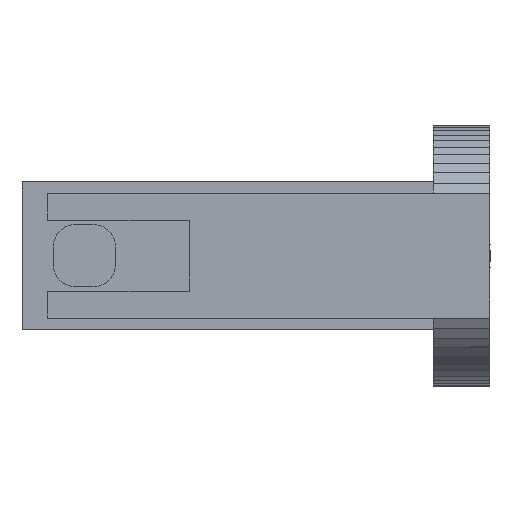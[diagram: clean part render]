
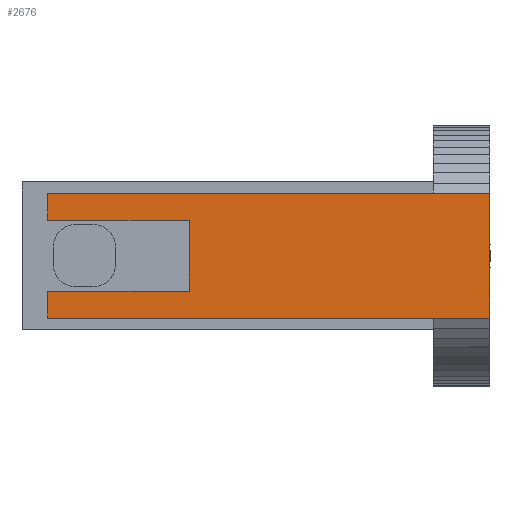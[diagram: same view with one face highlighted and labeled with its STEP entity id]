
A CAD part, front view. The second image highlights one B-rep face of the part: STEP entity #2676.
In plain terms, the highlighted planar face has unit normal (0, -1, 0).
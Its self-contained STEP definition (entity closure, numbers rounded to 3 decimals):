
#2676=ADVANCED_FACE('',(#5191),#5193,.T.);
#5191=FACE_BOUND('',#5192,.T.);
#5192=EDGE_LOOP('',(#7156,#7157,#7158,#7159,#7160,#7161,#7162,#7163));
#5193=PLANE('',#5194);
#5194=AXIS2_PLACEMENT_3D('',#5195,#5196,#5197);
#5195=CARTESIAN_POINT('',(-33.,-101.,34.));
#5196=DIRECTION('',(0.,-1.,0.));
#5197=DIRECTION('',(0.982,0.,-0.187));
#7156=ORIENTED_EDGE('',*,*,#7963,.T.);
#7157=ORIENTED_EDGE('',*,*,#8009,.F.);
#7158=ORIENTED_EDGE('',*,*,#8006,.T.);
#7159=ORIENTED_EDGE('',*,*,#8000,.T.);
#7160=ORIENTED_EDGE('',*,*,#8208,.T.);
#7161=ORIENTED_EDGE('',*,*,#7994,.T.);
#7162=ORIENTED_EDGE('',*,*,#7986,.T.);
#7163=ORIENTED_EDGE('',*,*,#7978,.F.);
#7963=EDGE_CURVE('',#9325,#9323,#9326,.T.);
#7978=EDGE_CURVE('',#9325,#9352,#9353,.T.);
#7986=EDGE_CURVE('',#9362,#9352,#9363,.T.);
#7994=EDGE_CURVE('',#9377,#9362,#9378,.T.);
#8000=EDGE_CURVE('',#9388,#9386,#9389,.T.);
#8006=EDGE_CURVE('',#9398,#9388,#9399,.T.);
#8009=EDGE_CURVE('',#9398,#9323,#9403,.T.);
#8208=EDGE_CURVE('',#9386,#9377,#9708,.T.);
#9323=VERTEX_POINT('',#12079);
#9325=VERTEX_POINT('',#12083);
#9326=LINE('',#12084,#12085);
#9352=VERTEX_POINT('',#12140);
#9353=LINE('',#12141,#12142);
#9362=VERTEX_POINT('',#12166);
#9363=LINE('',#12167,#12168);
#9377=VERTEX_POINT('',#12197);
#9378=LINE('',#12198,#12199);
#9386=VERTEX_POINT('',#12216);
#9388=VERTEX_POINT('',#12220);
#9389=LINE('',#12221,#12222);
#9398=VERTEX_POINT('',#12242);
#9399=LINE('',#12243,#12244);
#9403=LINE('',#12253,#12254);
#9708=LINE('',#12991,#12992);
#12079=CARTESIAN_POINT('',(45.,-101.,34.));
#12083=CARTESIAN_POINT('',(45.,-101.,12.));
#12084=CARTESIAN_POINT('',(45.,-101.,12.));
#12085=VECTOR('',#12086,1.);
#12086=DIRECTION('',(0.,0.,1.));
#12140=CARTESIAN_POINT('',(-33.,-101.,12.));
#12141=CARTESIAN_POINT('',(45.,-101.,12.));
#12142=VECTOR('',#12143,1.);
#12143=DIRECTION('',(-1.,0.,0.));
#12166=CARTESIAN_POINT('',(-33.,-101.,16.75));
#12167=CARTESIAN_POINT('',(-33.,-101.,16.75));
#12168=VECTOR('',#12169,1.);
#12169=DIRECTION('',(0.,0.,-1.));
#12197=CARTESIAN_POINT('',(-8.,-101.,16.75));
#12198=CARTESIAN_POINT('',(-8.,-101.,16.75));
#12199=VECTOR('',#12200,1.);
#12200=DIRECTION('',(-1.,0.,0.));
#12216=CARTESIAN_POINT('',(-8.,-101.,29.25));
#12220=CARTESIAN_POINT('',(-33.,-101.,29.25));
#12221=CARTESIAN_POINT('',(-33.,-101.,29.25));
#12222=VECTOR('',#12223,1.);
#12223=DIRECTION('',(1.,0.,0.));
#12242=CARTESIAN_POINT('',(-33.,-101.,34.));
#12243=CARTESIAN_POINT('',(-33.,-101.,34.));
#12244=VECTOR('',#12245,1.);
#12245=DIRECTION('',(0.,0.,-1.));
#12253=CARTESIAN_POINT('',(-33.,-101.,34.));
#12254=VECTOR('',#12255,1.);
#12255=DIRECTION('',(1.,0.,0.));
#12991=CARTESIAN_POINT('',(-8.,-101.,29.25));
#12992=VECTOR('',#12993,1.);
#12993=DIRECTION('',(0.,0.,-1.));
